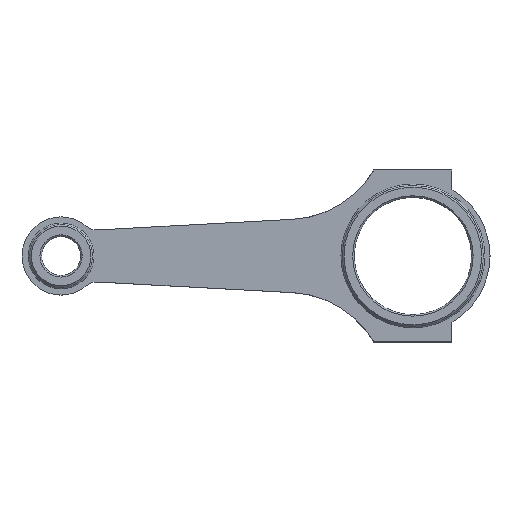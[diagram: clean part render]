
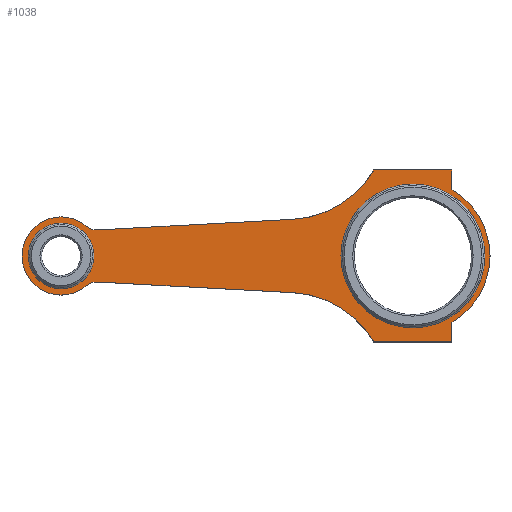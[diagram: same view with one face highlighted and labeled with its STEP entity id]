
A CAD part, top view. The second image highlights one B-rep face of the part: STEP entity #1038.
In plain terms, the highlighted planar face has unit normal (0, 0, 1).
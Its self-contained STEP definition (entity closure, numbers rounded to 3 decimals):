
#4 = CIRCLE ( 'NONE', #406, 38.293 ) ;
#7 = VECTOR ( 'NONE', #549, 1000. ) ;
#13 = EDGE_CURVE ( 'NONE', #465, #223, #2246, .T. ) ;
#20 = FACE_OUTER_BOUND ( 'NONE', #1590, .T. ) ;
#110 = ORIENTED_EDGE ( 'NONE', *, *, #1035, .T. ) ;
#168 = ORIENTED_EDGE ( 'NONE', *, *, #1904, .F. ) ;
#178 = CARTESIAN_POINT ( 'NONE',  ( 104.03, -14.086, 10.5 ) ) ;
#215 = LINE ( 'NONE', #2013, #414 ) ;
#219 = DIRECTION ( 'NONE',  ( 0.055, 0.999, 0. ) ) ;
#223 = VERTEX_POINT ( 'NONE', #2029 ) ;
#242 = EDGE_CURVE ( 'NONE', #2071, #2071, #2328, .T. ) ;
#265 = EDGE_CURVE ( 'NONE', #971, #1634, #215, .T. ) ;
#299 = VERTEX_POINT ( 'NONE', #178 ) ;
#307 = CARTESIAN_POINT ( 'NONE',  ( 135., -33., 10.5 ) ) ;
#351 = LINE ( 'NONE', #740, #7 ) ;
#354 = EDGE_CURVE ( 'NONE', #1634, #1355, #4, .T. ) ;
#364 = CARTESIAN_POINT ( 'NONE',  ( 15., 0., 10.5 ) ) ;
#367 = ORIENTED_EDGE ( 'NONE', *, *, #1929, .F. ) ;
#383 = DIRECTION ( 'NONE',  ( 1., 0., 0. ) ) ;
#394 = PLANE ( 'NONE',  #1690 ) ;
#406 = AXIS2_PLACEMENT_3D ( 'NONE', #581, #410, #1717 ) ;
#410 = DIRECTION ( 'NONE',  ( 0., 0., 1. ) ) ;
#411 = EDGE_CURVE ( 'NONE', #1965, #1219, #1682, .T. ) ;
#414 = VECTOR ( 'NONE', #1621, 1000. ) ;
#450 = ORIENTED_EDGE ( 'NONE', *, *, #1392, .F. ) ;
#452 = LINE ( 'NONE', #1011, #2027 ) ;
#465 = VERTEX_POINT ( 'NONE', #578 ) ;
#481 = LINE ( 'NONE', #2155, #1617 ) ;
#497 = DIRECTION ( 'NONE',  ( -0.643, -0.766, 0. ) ) ;
#499 = EDGE_CURVE ( 'NONE', #223, #1856, #1724, .T. ) ;
#523 = ORIENTED_EDGE ( 'NONE', *, *, #13, .T. ) ;
#525 = DIRECTION ( 'NONE',  ( 0., 1., 0. ) ) ;
#527 = FACE_BOUND ( 'NONE', #1138, .T. ) ;
#533 = AXIS2_PLACEMENT_3D ( 'NONE', #364, #1097, #1274 ) ;
#549 = DIRECTION ( 'NONE',  ( 0.999, -0.055, 0. ) ) ;
#570 = CARTESIAN_POINT ( 'NONE',  ( 104.03, 14.086, 10.5 ) ) ;
#578 = CARTESIAN_POINT ( 'NONE',  ( 24.642, 11.491, 10.5 ) ) ;
#581 = CARTESIAN_POINT ( 'NONE',  ( 101.939, 52.322, 10.5 ) ) ;
#611 = CIRCLE ( 'NONE', #1429, 12.6 ) ;
#632 = ORIENTED_EDGE ( 'NONE', *, *, #1093, .T. ) ;
#681 = CARTESIAN_POINT ( 'NONE',  ( 165., -33., 10.5 ) ) ;
#687 = CARTESIAN_POINT ( 'NONE',  ( 29.142, -9.991, 10.5 ) ) ;
#711 = DIRECTION ( 'NONE',  ( 0., 0., -1. ) ) ;
#740 = CARTESIAN_POINT ( 'NONE',  ( 29.142, -9.991, 10.5 ) ) ;
#750 = EDGE_CURVE ( 'NONE', #973, #2354, #1547, .T. ) ;
#755 = DIRECTION ( 'NONE',  ( 0., 0., 1. ) ) ;
#769 = CARTESIAN_POINT ( 'NONE',  ( 150., 0., 10.5 ) ) ;
#835 = ORIENTED_EDGE ( 'NONE', *, *, #499, .T. ) ;
#837 = VECTOR ( 'NONE', #2287, 1000. ) ;
#854 = ORIENTED_EDGE ( 'NONE', *, *, #265, .F. ) ;
#873 = CARTESIAN_POINT ( 'NONE',  ( 28.789, 16.434, 10.5 ) ) ;
#879 = CARTESIAN_POINT ( 'NONE',  ( 29.142, 9.991, 10.5 ) ) ;
#936 = DIRECTION ( 'NONE',  ( 0.507, -0.862, 0. ) ) ;
#941 = CARTESIAN_POINT ( 'NONE',  ( 0., 0., 10.5 ) ) ;
#951 = DIRECTION ( 'NONE',  ( 0., 0., -1. ) ) ;
#954 = AXIS2_PLACEMENT_3D ( 'NONE', #2036, #1491, #2026 ) ;
#971 = VERTEX_POINT ( 'NONE', #879 ) ;
#973 = VERTEX_POINT ( 'NONE', #307 ) ;
#982 = ORIENTED_EDGE ( 'NONE', *, *, #1374, .T. ) ;
#1007 = CIRCLE ( 'NONE', #1161, 6.453 ) ;
#1011 = CARTESIAN_POINT ( 'NONE',  ( 165., 33., 10.5 ) ) ;
#1035 = EDGE_CURVE ( 'NONE', #1856, #299, #351, .T. ) ;
#1036 = AXIS2_PLACEMENT_3D ( 'NONE', #769, #755, #936 ) ;
#1037 = EDGE_LOOP ( 'NONE', ( #632 ) ) ;
#1038 = ADVANCED_FACE ( 'NONE', ( #1648, #20, #527 ), #394, .F. ) ;
#1067 = ORIENTED_EDGE ( 'NONE', *, *, #2359, .T. ) ;
#1093 = EDGE_CURVE ( 'NONE', #1367, #1367, #611, .T. ) ;
#1097 = DIRECTION ( 'NONE',  ( 0., 0., 1. ) ) ;
#1115 = AXIS2_PLACEMENT_3D ( 'NONE', #2198, #711, #1812 ) ;
#1122 = ORIENTED_EDGE ( 'NONE', *, *, #411, .T. ) ;
#1123 = VECTOR ( 'NONE', #525, 1000. ) ;
#1138 = EDGE_LOOP ( 'NONE', ( #1383 ) ) ;
#1161 = AXIS2_PLACEMENT_3D ( 'NONE', #873, #2317, #497 ) ;
#1163 = CARTESIAN_POINT ( 'NONE',  ( 165., 33., 10.5 ) ) ;
#1185 = CARTESIAN_POINT ( 'NONE',  ( 27.6, 0., 10.5 ) ) ;
#1206 = ORIENTED_EDGE ( 'NONE', *, *, #750, .T. ) ;
#1219 = VERTEX_POINT ( 'NONE', #1375 ) ;
#1222 = DIRECTION ( 'NONE',  ( 1., 0., 0. ) ) ;
#1271 = CARTESIAN_POINT ( 'NONE',  ( 165., -25.5, 10.5 ) ) ;
#1274 = DIRECTION ( 'NONE',  ( -1., 0., 0. ) ) ;
#1355 = VERTEX_POINT ( 'NONE', #1612 ) ;
#1367 = VERTEX_POINT ( 'NONE', #1185 ) ;
#1369 = AXIS2_PLACEMENT_3D ( 'NONE', #1726, #1908, #219 ) ;
#1374 = EDGE_CURVE ( 'NONE', #2354, #1965, #2346, .T. ) ;
#1375 = CARTESIAN_POINT ( 'NONE',  ( 165., 25.5, 10.5 ) ) ;
#1383 = ORIENTED_EDGE ( 'NONE', *, *, #242, .T. ) ;
#1392 = EDGE_CURVE ( 'NONE', #1355, #2037, #481, .T. ) ;
#1429 = AXIS2_PLACEMENT_3D ( 'NONE', #1816, #951, #383 ) ;
#1491 = DIRECTION ( 'NONE',  ( 0., 0., -1. ) ) ;
#1497 = DIRECTION ( 'NONE',  ( -1., 0., 0. ) ) ;
#1547 = LINE ( 'NONE', #2263, #837 ) ;
#1590 = EDGE_LOOP ( 'NONE', ( #1206, #982, #1122, #168, #450, #1737, #854, #367, #523, #835, #110, #1067 ) ) ;
#1612 = CARTESIAN_POINT ( 'NONE',  ( 135., 33., 10.5 ) ) ;
#1617 = VECTOR ( 'NONE', #1222, 1000. ) ;
#1621 = DIRECTION ( 'NONE',  ( 0.999, 0.055, 0. ) ) ;
#1631 = CIRCLE ( 'NONE', #1369, 38.293 ) ;
#1634 = VERTEX_POINT ( 'NONE', #570 ) ;
#1648 = FACE_BOUND ( 'NONE', #1037, .T. ) ;
#1682 = CIRCLE ( 'NONE', #1036, 29.585 ) ;
#1690 = AXIS2_PLACEMENT_3D ( 'NONE', #941, #1987, #1497 ) ;
#1717 = DIRECTION ( 'NONE',  ( 0.055, -0.999, 0. ) ) ;
#1724 = CIRCLE ( 'NONE', #954, 6.453 ) ;
#1726 = CARTESIAN_POINT ( 'NONE',  ( 101.939, -52.322, 10.5 ) ) ;
#1737 = ORIENTED_EDGE ( 'NONE', *, *, #354, .F. ) ;
#1812 = DIRECTION ( 'NONE',  ( 1., 0., 0. ) ) ;
#1816 = CARTESIAN_POINT ( 'NONE',  ( 15., 0., 10.5 ) ) ;
#1855 = CARTESIAN_POINT ( 'NONE',  ( 165., -33., 10.5 ) ) ;
#1856 = VERTEX_POINT ( 'NONE', #687 ) ;
#1866 = CARTESIAN_POINT ( 'NONE',  ( 177.6, 0., 10.5 ) ) ;
#1904 = EDGE_CURVE ( 'NONE', #2037, #1219, #452, .T. ) ;
#1908 = DIRECTION ( 'NONE',  ( 0., 0., -1. ) ) ;
#1929 = EDGE_CURVE ( 'NONE', #465, #971, #1007, .T. ) ;
#1950 = DIRECTION ( 'NONE',  ( 0., -1., 0. ) ) ;
#1965 = VERTEX_POINT ( 'NONE', #1271 ) ;
#1987 = DIRECTION ( 'NONE',  ( 0., 0., -1. ) ) ;
#2013 = CARTESIAN_POINT ( 'NONE',  ( 29.142, 9.991, 10.5 ) ) ;
#2026 = DIRECTION ( 'NONE',  ( -0.643, 0.766, 0. ) ) ;
#2027 = VECTOR ( 'NONE', #1950, 1000. ) ;
#2029 = CARTESIAN_POINT ( 'NONE',  ( 24.642, -11.491, 10.5 ) ) ;
#2036 = CARTESIAN_POINT ( 'NONE',  ( 28.789, -16.434, 10.5 ) ) ;
#2037 = VERTEX_POINT ( 'NONE', #1163 ) ;
#2071 = VERTEX_POINT ( 'NONE', #1866 ) ;
#2155 = CARTESIAN_POINT ( 'NONE',  ( 135., 33., 10.5 ) ) ;
#2198 = CARTESIAN_POINT ( 'NONE',  ( 150., 0., 10.5 ) ) ;
#2246 = CIRCLE ( 'NONE', #533, 15. ) ;
#2263 = CARTESIAN_POINT ( 'NONE',  ( 135., -33., 10.5 ) ) ;
#2287 = DIRECTION ( 'NONE',  ( 1., 0., 0. ) ) ;
#2317 = DIRECTION ( 'NONE',  ( 0., 0., 1. ) ) ;
#2328 = CIRCLE ( 'NONE', #1115, 27.6 ) ;
#2346 = LINE ( 'NONE', #681, #1123 ) ;
#2354 = VERTEX_POINT ( 'NONE', #1855 ) ;
#2359 = EDGE_CURVE ( 'NONE', #299, #973, #1631, .T. ) ;
